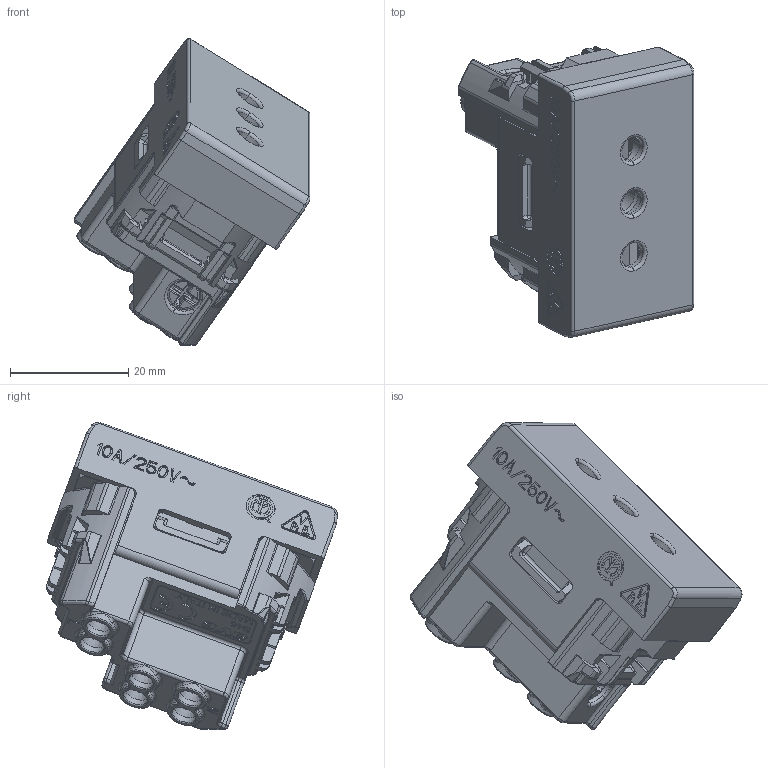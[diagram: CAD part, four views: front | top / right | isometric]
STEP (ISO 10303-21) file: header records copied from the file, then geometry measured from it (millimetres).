
FILE_DESCRIPTION(('CATIA V5 STEP Exchange'),'2;1');
FILE_NAME('45306TS.stp','2024-04-18T13:53:06+00:00',('none'),('none'),'CATIA Version 5-6 Release 2016 SP6','CATIA V5 STEP AP203','none');
FILE_SCHEMA(('CONFIG_CONTROL_DESIGN'));
Products named in the file (1): STEP
Assembly tree (8 placements, depth 2):
  STEP
    #57
    #75512
    #87981  x3
    #89920
    #91807
    #94933
Bounding box: 39.84 x 49.14 x 51.87 mm (x, y, z)
Volume: 12559 mm3; surface area: 22309 mm2
Topology: 8 solids, 12 shells, 3090 faces, 8188 edges, 4978 vertices
Faces by surface type: plane 1454, cylinder 916, bspline 514, sphere 68, torus 50, cone 46, extrusion 42
Entity records: 107035 total; most frequent: CARTESIAN_POINT 41664, ORIENTED_EDGE 15318, DIRECTION 10063, EDGE_CURVE 7667, VERTEX_POINT 4774, VECTOR 4572, LINE 4530, AXIS2_PLACEMENT_3D 3498
